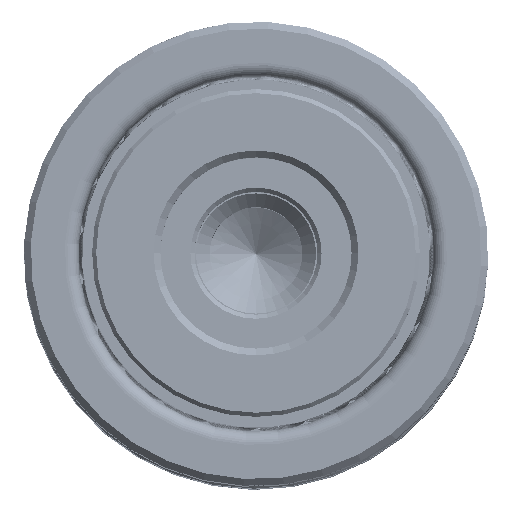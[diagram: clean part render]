
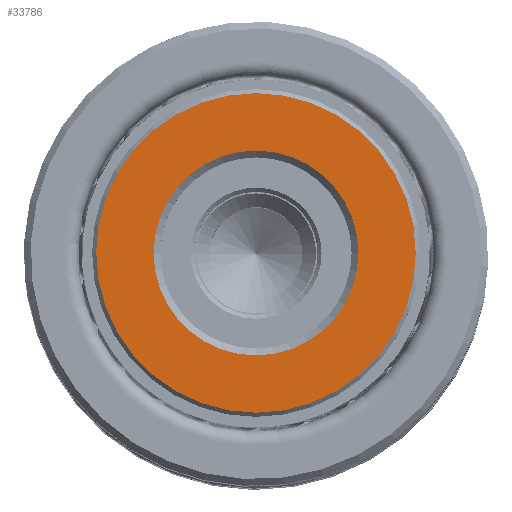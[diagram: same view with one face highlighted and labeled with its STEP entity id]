
A CAD part, top view. The second image highlights one B-rep face of the part: STEP entity #33786.
In plain terms, the highlighted face is planar.
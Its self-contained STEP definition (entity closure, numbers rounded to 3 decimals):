
#343 = VERTEX_POINT ( 'NONE', #4004 ) ;
#956 = PLANE ( 'NONE',  #25550 ) ;
#1253 = DIRECTION ( 'NONE',  ( 1., 0., 0. ) ) ;
#4004 = CARTESIAN_POINT ( 'NONE',  ( 11.7, 0., 0. ) ) ;
#4498 = EDGE_CURVE ( 'NONE', #343, #17499, #24869, .T. ) ;
#5784 = ORIENTED_EDGE ( 'NONE', *, *, #4498, .T. ) ;
#5992 = ORIENTED_EDGE ( 'NONE', *, *, #25836, .T. ) ;
#7126 = CARTESIAN_POINT ( 'NONE',  ( 7.5, 0., 0. ) ) ;
#8143 = VERTEX_POINT ( 'NONE', #25483 ) ;
#9838 = DIRECTION ( 'NONE',  ( 0., 0., 1. ) ) ;
#10285 = FACE_BOUND ( 'NONE', #29815, .T. ) ;
#11088 = CARTESIAN_POINT ( 'NONE',  ( 0., 0., 0. ) ) ;
#11349 = FACE_OUTER_BOUND ( 'NONE', #29928, .T. ) ;
#11500 = DIRECTION ( 'NONE',  ( 0., 0., -1. ) ) ;
#14465 = DIRECTION ( 'NONE',  ( 1., 0., 0. ) ) ;
#15440 = CARTESIAN_POINT ( 'NONE',  ( 0., 0., 0. ) ) ;
#16891 = EDGE_CURVE ( 'NONE', #17499, #343, #38962, .T. ) ;
#17499 = VERTEX_POINT ( 'NONE', #19494 ) ;
#18814 = DIRECTION ( 'NONE',  ( 1., 0., 0. ) ) ;
#19494 = CARTESIAN_POINT ( 'NONE',  ( -11.7, 0., 0. ) ) ;
#21305 = DIRECTION ( 'NONE',  ( 0., 0., 1. ) ) ;
#21423 = AXIS2_PLACEMENT_3D ( 'NONE', #15440, #38903, #18814 ) ;
#24869 = CIRCLE ( 'NONE', #21423, 11.7 ) ;
#25483 = CARTESIAN_POINT ( 'NONE',  ( -7.5, 0., 0. ) ) ;
#25550 = AXIS2_PLACEMENT_3D ( 'NONE', #41386, #21305, #1253 ) ;
#25836 = EDGE_CURVE ( 'NONE', #43025, #8143, #38136, .T. ) ;
#26242 = ORIENTED_EDGE ( 'NONE', *, *, #16891, .T. ) ;
#27378 = ORIENTED_EDGE ( 'NONE', *, *, #33279, .T. ) ;
#28648 = AXIS2_PLACEMENT_3D ( 'NONE', #11088, #34578, #14465 ) ;
#29815 = EDGE_LOOP ( 'NONE', ( #27378, #5992 ) ) ;
#29912 = CARTESIAN_POINT ( 'NONE',  ( 0., 0., 0. ) ) ;
#29928 = EDGE_LOOP ( 'NONE', ( #5784, #26242 ) ) ;
#31603 = CARTESIAN_POINT ( 'NONE',  ( 0., 0., 0. ) ) ;
#33279 = EDGE_CURVE ( 'NONE', #8143, #43025, #39438, .T. ) ;
#33301 = DIRECTION ( 'NONE',  ( 1., 0., 0. ) ) ;
#33492 = AXIS2_PLACEMENT_3D ( 'NONE', #31603, #11500, #34999 ) ;
#33786 = ADVANCED_FACE ( 'NONE', ( #11349, #10285 ), #956, .F. ) ;
#34578 = DIRECTION ( 'NONE',  ( 0., 0., 1. ) ) ;
#34999 = DIRECTION ( 'NONE',  ( 1., 0., 0. ) ) ;
#35040 = AXIS2_PLACEMENT_3D ( 'NONE', #29912, #9838, #33301 ) ;
#38136 = CIRCLE ( 'NONE', #35040, 7.5 ) ;
#38903 = DIRECTION ( 'NONE',  ( 0., 0., -1. ) ) ;
#38962 = CIRCLE ( 'NONE', #33492, 11.7 ) ;
#39438 = CIRCLE ( 'NONE', #28648, 7.5 ) ;
#41386 = CARTESIAN_POINT ( 'NONE',  ( 0., 0., 0. ) ) ;
#43025 = VERTEX_POINT ( 'NONE', #7126 ) ;
